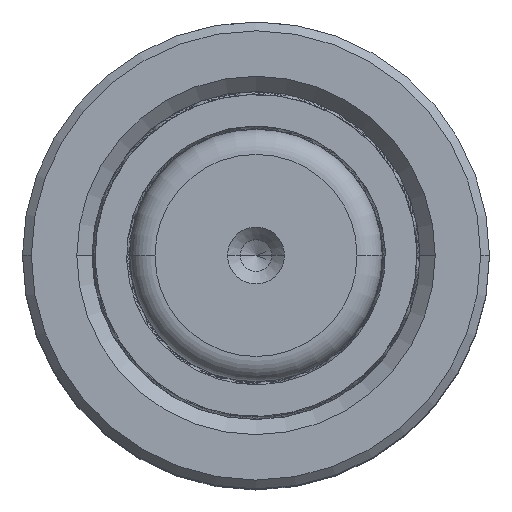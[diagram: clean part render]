
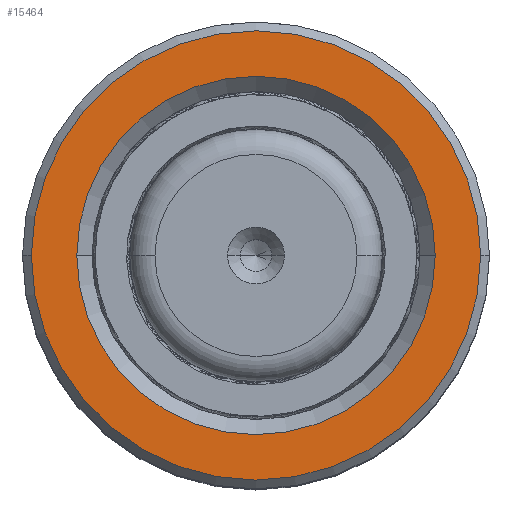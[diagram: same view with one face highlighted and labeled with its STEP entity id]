
A CAD part, top view. The second image highlights one B-rep face of the part: STEP entity #15464.
In plain terms, the highlighted planar face has unit normal (0, 0, 1).
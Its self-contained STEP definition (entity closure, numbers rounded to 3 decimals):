
#911 = AXIS2_PLACEMENT_3D ( 'NONE', #30901, #33613, #19839 ) ;
#1613 = EDGE_LOOP ( 'NONE', ( #8528, #20374 ) ) ;
#2438 = ORIENTED_EDGE ( 'NONE', *, *, #26156, .T. ) ;
#3522 = EDGE_LOOP ( 'NONE', ( #2438, #18437 ) ) ;
#3563 = EDGE_CURVE ( 'NONE', #35555, #28822, #14338, .T. ) ;
#4297 = CIRCLE ( 'NONE', #12726, 14.2 ) ;
#5299 = CIRCLE ( 'NONE', #911, 14.2 ) ;
#6128 = DIRECTION ( 'NONE',  ( 1., 0., 0. ) ) ;
#6165 = PLANE ( 'NONE',  #22075 ) ;
#8235 = CARTESIAN_POINT ( 'NONE',  ( -17.8, 0., 50. ) ) ;
#8388 = FACE_OUTER_BOUND ( 'NONE', #1613, .T. ) ;
#8528 = ORIENTED_EDGE ( 'NONE', *, *, #3563, .T. ) ;
#9025 = DIRECTION ( 'NONE',  ( 1., 0., 0. ) ) ;
#9096 = DIRECTION ( 'NONE',  ( 0., 0., -1. ) ) ;
#11782 = CARTESIAN_POINT ( 'NONE',  ( 0., 0., 50. ) ) ;
#11942 = DIRECTION ( 'NONE',  ( 0., 0., 1. ) ) ;
#12726 = AXIS2_PLACEMENT_3D ( 'NONE', #11782, #9096, #6128 ) ;
#13487 = VERTEX_POINT ( 'NONE', #32993 ) ;
#14338 = CIRCLE ( 'NONE', #18430, 17.8 ) ;
#15464 = ADVANCED_FACE ( 'NONE', ( #8388, #15893 ), #6165, .T. ) ;
#15726 = CARTESIAN_POINT ( 'NONE',  ( 17.8, 0., 50. ) ) ;
#15893 = FACE_BOUND ( 'NONE', #3522, .T. ) ;
#18430 = AXIS2_PLACEMENT_3D ( 'NONE', #20340, #34223, #9025 ) ;
#18437 = ORIENTED_EDGE ( 'NONE', *, *, #20929, .T. ) ;
#19839 = DIRECTION ( 'NONE',  ( 1., 0., 0. ) ) ;
#20340 = CARTESIAN_POINT ( 'NONE',  ( 0., 0., 50. ) ) ;
#20374 = ORIENTED_EDGE ( 'NONE', *, *, #28735, .T. ) ;
#20818 = CARTESIAN_POINT ( 'NONE',  ( 0., 0., 50. ) ) ;
#20929 = EDGE_CURVE ( 'NONE', #13487, #28347, #5299, .T. ) ;
#21813 = CIRCLE ( 'NONE', #29180, 17.8 ) ;
#21852 = CARTESIAN_POINT ( 'NONE',  ( 14.2, 0., 50. ) ) ;
#22075 = AXIS2_PLACEMENT_3D ( 'NONE', #23180, #11942, #31623 ) ;
#23180 = CARTESIAN_POINT ( 'NONE',  ( 0., 0., 50. ) ) ;
#26156 = EDGE_CURVE ( 'NONE', #28347, #13487, #4297, .T. ) ;
#26730 = DIRECTION ( 'NONE',  ( 0., 0., 1. ) ) ;
#28347 = VERTEX_POINT ( 'NONE', #21852 ) ;
#28735 = EDGE_CURVE ( 'NONE', #28822, #35555, #21813, .T. ) ;
#28822 = VERTEX_POINT ( 'NONE', #15726 ) ;
#29180 = AXIS2_PLACEMENT_3D ( 'NONE', #20818, #26730, #35088 ) ;
#30901 = CARTESIAN_POINT ( 'NONE',  ( 0., 0., 50. ) ) ;
#31623 = DIRECTION ( 'NONE',  ( 1., 0., 0. ) ) ;
#32993 = CARTESIAN_POINT ( 'NONE',  ( -14.2, 0., 50. ) ) ;
#33613 = DIRECTION ( 'NONE',  ( 0., 0., -1. ) ) ;
#34223 = DIRECTION ( 'NONE',  ( 0., 0., 1. ) ) ;
#35088 = DIRECTION ( 'NONE',  ( 1., 0., 0. ) ) ;
#35555 = VERTEX_POINT ( 'NONE', #8235 ) ;
